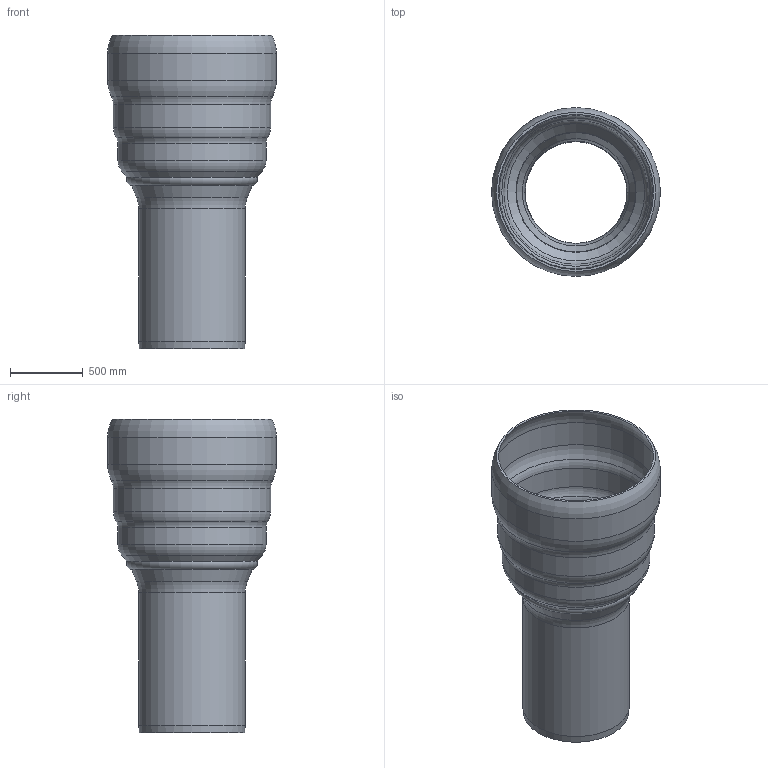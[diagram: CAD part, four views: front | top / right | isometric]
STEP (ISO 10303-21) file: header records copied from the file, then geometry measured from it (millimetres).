
FILE_DESCRIPTION(/* description */ (''),/* implementation_level */ '2;1');
FILE_NAME(/* name */ '5.602.DC0C_3D.stp',/* time_stamp */ '2024-12-11T11:55:06+01:00',/* author */ ('CAD'),/* organization */ (''),/* preprocessor_version */ 'ST-DEVELOPER v20',/* originating_system */ 'AutoCAD Mechanical',/* authorisation */ '');
FILE_SCHEMA (('AUTOMOTIVE_DESIGN { 1 0 10303 214 3 1 1 }'));
Length unit declared in the file: centimetre
Products named in the file (1): Product
Bounding box: 1158 x 1158 x 2150 mm (x, y, z)
Volume: 76083951.3 mm3; surface area: 12808603.1 mm2
Topology: 3 solids, 3 shells, 35 faces, 86 edges, 55 vertices
Faces by surface type: torus 15, cone 8, cylinder 8, plane 4
Full cylindrical faces by diameter (mm): 706 x1, 730 x1, 992 x1, 1016 x1, 1054 x1, 1078 x1, 1134 x1, 1158 x1
Entity records: 1107 total; most frequent: DIRECTION 228, CARTESIAN_POINT 177, ORIENTED_EDGE 172, AXIS2_PLACEMENT_3D 106, EDGE_CURVE 86, CIRCLE 70, VERTEX_POINT 55, EDGE_LOOP 39
